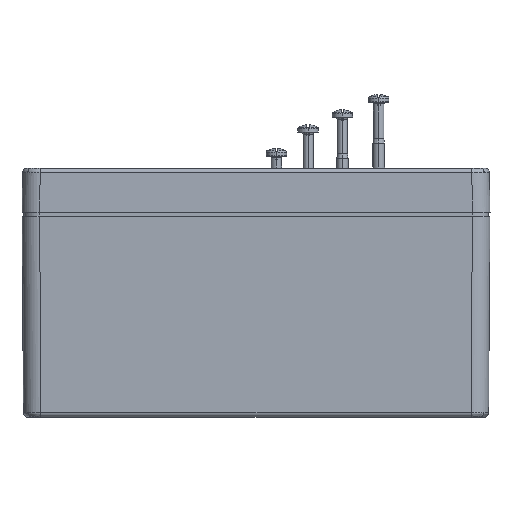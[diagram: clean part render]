
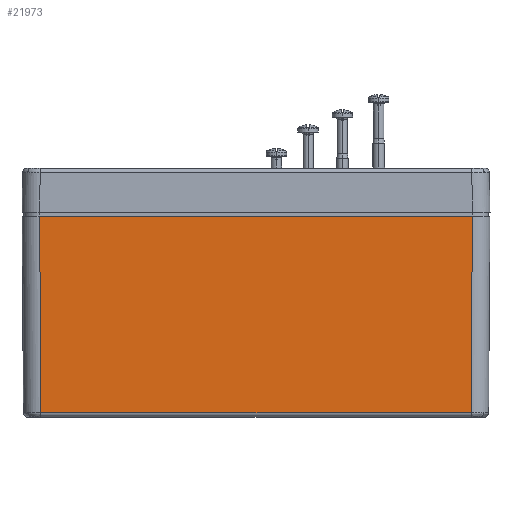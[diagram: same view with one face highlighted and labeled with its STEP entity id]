
A CAD part, top view. The second image highlights one B-rep face of the part: STEP entity #21973.
In plain terms, the highlighted planar face has unit normal (0, -0.007, 1).
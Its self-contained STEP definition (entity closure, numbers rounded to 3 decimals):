
#2389 = CARTESIAN_POINT ( 'NONE',  ( -73.511, -70.01, 39.511 ) ) ;
#10628 = CARTESIAN_POINT ( 'NONE',  ( 73.979, -3., 39.979 ) ) ;
#10741 = CARTESIAN_POINT ( 'NONE',  ( -73.979, -3., 39.979 ) ) ;
#10970 = DIRECTION ( 'NONE',  ( -1., 0., 0. ) ) ;
#10971 = VECTOR ( 'NONE', #10970, 1000. ) ;
#10972 = CARTESIAN_POINT ( 'NONE',  ( -80., -3., 39.979 ) ) ;
#10973 = LINE ( 'NONE', #10972, #10971 ) ;
#21761 = VERTEX_POINT ( 'NONE', #39225 ) ;
#21844 = EDGE_CURVE ( 'NONE', #23998, #21761, #39627, .T. ) ;
#21961 = ORIENTED_EDGE ( 'NONE', *, *, #21962, .T. ) ;
#21962 = EDGE_CURVE ( 'NONE', #27729, #23998, #39953, .T. ) ;
#21965 = EDGE_CURVE ( 'NONE', #21761, #27716, #39994, .T. ) ;
#21967 = ORIENTED_EDGE ( 'NONE', *, *, #27810, .T. ) ;
#21971 = ORIENTED_EDGE ( 'NONE', *, *, #21965, .T. ) ;
#21973 = ADVANCED_FACE ( 'NONE', ( #39988 ), #39987, .T. ) ;
#21991 = EDGE_LOOP ( 'NONE', ( #21971, #21967, #21961, #22142 ) ) ;
#22142 = ORIENTED_EDGE ( 'NONE', *, *, #21844, .T. ) ;
#23998 = VERTEX_POINT ( 'NONE', #2389 ) ;
#27716 = VERTEX_POINT ( 'NONE', #10628 ) ;
#27729 = VERTEX_POINT ( 'NONE', #10741 ) ;
#27810 = EDGE_CURVE ( 'NONE', #27716, #27729, #10973, .T. ) ;
#39225 = CARTESIAN_POINT ( 'NONE',  ( 73.511, -70.01, 39.511 ) ) ;
#39624 = DIRECTION ( 'NONE',  ( 1., 0., 0. ) ) ;
#39625 = VECTOR ( 'NONE', #39624, 1000. ) ;
#39626 = CARTESIAN_POINT ( 'NONE',  ( -80., -70.01, 39.511 ) ) ;
#39627 = LINE ( 'NONE', #39626, #39625 ) ;
#39950 = DIRECTION ( 'NONE',  ( 0.007, -1., -0.007 ) ) ;
#39951 = VECTOR ( 'NONE', #39950, 1000. ) ;
#39952 = CARTESIAN_POINT ( 'NONE',  ( -74., 0.042, 40. ) ) ;
#39953 = LINE ( 'NONE', #39952, #39951 ) ;
#39983 = DIRECTION ( 'NONE',  ( 0., -1., -0.007 ) ) ;
#39984 = DIRECTION ( 'NONE',  ( 0., -0.007, 1. ) ) ;
#39985 = AXIS2_PLACEMENT_3D ( 'NONE', #39986, #39984, #39983 ) ;
#39986 = CARTESIAN_POINT ( 'NONE',  ( -80., 0., 40. ) ) ;
#39987 = PLANE ( 'NONE',  #39985 ) ;
#39988 = FACE_OUTER_BOUND ( 'NONE', #21991, .T. ) ;
#39991 = DIRECTION ( 'NONE',  ( 0.007, 1., 0.007 ) ) ;
#39992 = VECTOR ( 'NONE', #39991, 1000. ) ;
#39993 = CARTESIAN_POINT ( 'NONE',  ( 73.993, -1.075, 39.992 ) ) ;
#39994 = LINE ( 'NONE', #39993, #39992 ) ;
